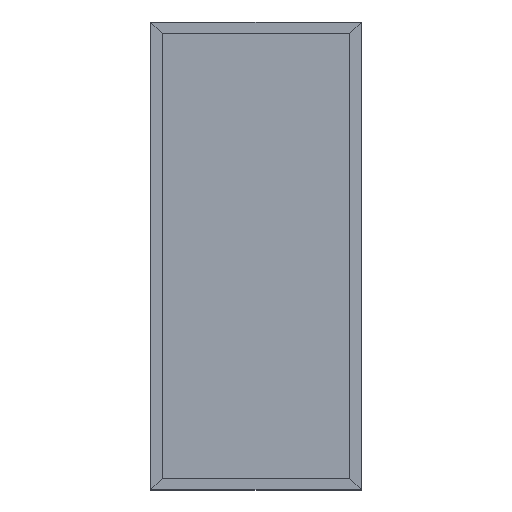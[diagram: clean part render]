
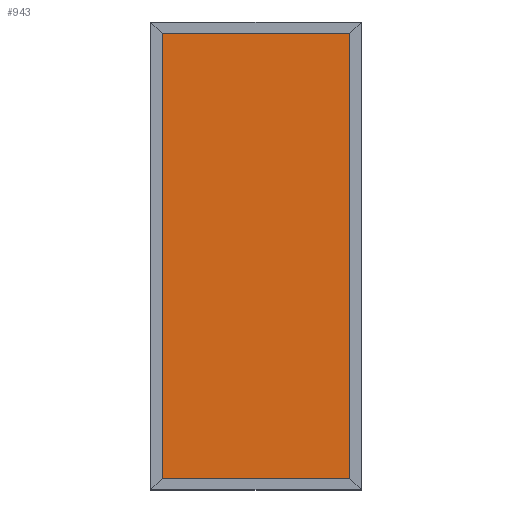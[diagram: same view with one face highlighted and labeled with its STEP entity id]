
A CAD part, top view. The second image highlights one B-rep face of the part: STEP entity #943.
In plain terms, the highlighted planar face has unit normal (0, 0, 1).
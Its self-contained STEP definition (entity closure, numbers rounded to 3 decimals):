
#107=FACE_OUTER_BOUND('',#159,.T.);
#159=EDGE_LOOP('',(#815,#816,#817,#818));
#263=LINE('',#1555,#383);
#267=LINE('',#1563,#387);
#270=LINE('',#1569,#390);
#273=LINE('',#1574,#393);
#383=VECTOR('',#1283,10.);
#387=VECTOR('',#1289,10.);
#390=VECTOR('',#1294,10.);
#393=VECTOR('',#1299,10.);
#471=VERTEX_POINT('',#1553);
#472=VERTEX_POINT('',#1554);
#475=VERTEX_POINT('',#1562);
#477=VERTEX_POINT('',#1568);
#583=EDGE_CURVE('',#471,#472,#263,.T.);
#587=EDGE_CURVE('',#472,#475,#267,.T.);
#590=EDGE_CURVE('',#477,#475,#270,.T.);
#593=EDGE_CURVE('',#471,#477,#273,.T.);
#815=ORIENTED_EDGE('',*,*,#593,.F.);
#816=ORIENTED_EDGE('',*,*,#583,.T.);
#817=ORIENTED_EDGE('',*,*,#587,.T.);
#818=ORIENTED_EDGE('',*,*,#590,.F.);
#891=PLANE('',#1075);
#943=ADVANCED_FACE('',(#107),#891,.T.);
#1075=AXIS2_PLACEMENT_3D('',#1576,#1301,#1302);
#1283=DIRECTION('',(0.,1.,0.));
#1289=DIRECTION('',(-1.,0.,0.));
#1294=DIRECTION('',(0.,1.,0.));
#1299=DIRECTION('',(-1.,0.,0.));
#1301=DIRECTION('center_axis',(0.,0.,1.));
#1302=DIRECTION('ref_axis',(-1.,0.,0.));
#1553=CARTESIAN_POINT('',(267.,-597.,15.));
#1554=CARTESIAN_POINT('',(267.,597.,15.));
#1555=CARTESIAN_POINT('',(267.,-597.,15.));
#1562=CARTESIAN_POINT('',(-267.,597.,15.));
#1563=CARTESIAN_POINT('',(267.,597.,15.));
#1568=CARTESIAN_POINT('',(-267.,-597.,15.));
#1569=CARTESIAN_POINT('',(-267.,-597.,15.));
#1574=CARTESIAN_POINT('',(267.,-597.,15.));
#1576=CARTESIAN_POINT('Origin',(0.,0.,15.));
